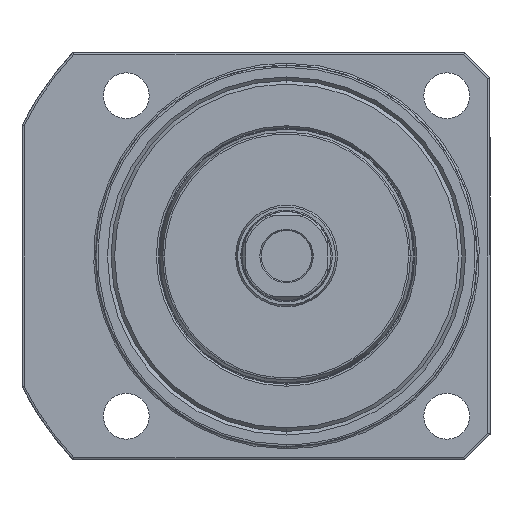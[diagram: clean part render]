
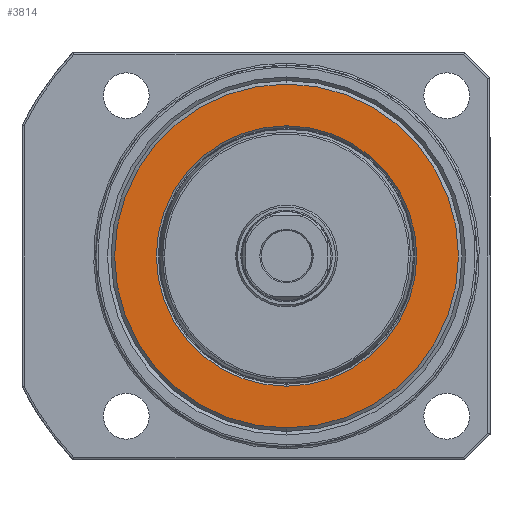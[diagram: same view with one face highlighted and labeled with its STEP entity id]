
A CAD part, front view. The second image highlights one B-rep face of the part: STEP entity #3814.
In plain terms, the highlighted face is planar.
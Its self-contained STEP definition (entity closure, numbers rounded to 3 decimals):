
#295 = VERTEX_POINT ( 'NONE', #2220 ) ;
#298 = VERTEX_POINT ( 'NONE', #2217 ) ;
#346 = VERTEX_POINT ( 'NONE', #2229 ) ;
#347 = VERTEX_POINT ( 'NONE', #2228 ) ;
#579 = EDGE_LOOP ( 'NONE', ( #1090, #1091 ) ) ;
#639 = EDGE_LOOP ( 'NONE', ( #1088, #1089 ) ) ;
#1088 = ORIENTED_EDGE ( 'NONE', *, *, #4078, .F. ) ;
#1089 = ORIENTED_EDGE ( 'NONE', *, *, #4048, .F. ) ;
#1090 = ORIENTED_EDGE ( 'NONE', *, *, #3936, .T. ) ;
#1091 = ORIENTED_EDGE ( 'NONE', *, *, #4043, .T. ) ;
#2217 = CARTESIAN_POINT ( 'NONE',  ( 71., 0., -33.8 ) ) ;
#2220 = CARTESIAN_POINT ( 'NONE',  ( 71., 0., 33.8 ) ) ;
#2228 = CARTESIAN_POINT ( 'NONE',  ( 71., 0., 25.6 ) ) ;
#2229 = CARTESIAN_POINT ( 'NONE',  ( 71., 0., -25.6 ) ) ;
#3041 = DIRECTION ( 'NONE',  ( 0., 0., 1. ) ) ;
#3042 = DIRECTION ( 'NONE',  ( -1., 0., 0. ) ) ;
#3044 = CARTESIAN_POINT ( 'NONE',  ( 71., 0., 0. ) ) ;
#3468 = DIRECTION ( 'NONE',  ( 0., 0., 1. ) ) ;
#3469 = DIRECTION ( 'NONE',  ( -1., 0., 0. ) ) ;
#3470 = CARTESIAN_POINT ( 'NONE',  ( 71., 0., 0. ) ) ;
#3493 = DIRECTION ( 'NONE',  ( 0., 0., -1. ) ) ;
#3494 = DIRECTION ( 'NONE',  ( -1., 0., 0. ) ) ;
#3495 = CARTESIAN_POINT ( 'NONE',  ( 71., 0., 0. ) ) ;
#3613 = DIRECTION ( 'NONE',  ( 0., 0., -1. ) ) ;
#3615 = DIRECTION ( 'NONE',  ( -1., 0., 0. ) ) ;
#3616 = CARTESIAN_POINT ( 'NONE',  ( 71., 0., 0. ) ) ;
#3814 = ADVANCED_FACE ( 'NONE', ( #6533, #6530 ), #4602, .T. ) ;
#3936 = EDGE_CURVE ( 'NONE', #346, #347, #6470, .T. ) ;
#4043 = EDGE_CURVE ( 'NONE', #347, #346, #6424, .T. ) ;
#4048 = EDGE_CURVE ( 'NONE', #298, #295, #6422, .T. ) ;
#4078 = EDGE_CURVE ( 'NONE', #295, #298, #6387, .T. ) ;
#4594 = DIRECTION ( 'NONE',  ( 0., 0., -1. ) ) ;
#4595 = DIRECTION ( 'NONE',  ( 1., 0., 0. ) ) ;
#4601 = CARTESIAN_POINT ( 'NONE',  ( 71., 0., 0. ) ) ;
#4602 = PLANE ( 'NONE',  #7186 ) ;
#6387 = CIRCLE ( 'NONE', #7255, 33.8 ) ;
#6422 = CIRCLE ( 'NONE', #7238, 33.8 ) ;
#6424 = CIRCLE ( 'NONE', #7234, 25.6 ) ;
#6470 = CIRCLE ( 'NONE', #7214, 25.6 ) ;
#6530 = FACE_BOUND ( 'NONE', #579, .T. ) ;
#6533 = FACE_OUTER_BOUND ( 'NONE', #639, .T. ) ;
#7186 = AXIS2_PLACEMENT_3D ( 'NONE', #4601, #4595, #4594 ) ;
#7214 = AXIS2_PLACEMENT_3D ( 'NONE', #3616, #3615, #3613 ) ;
#7234 = AXIS2_PLACEMENT_3D ( 'NONE', #3495, #3494, #3493 ) ;
#7238 = AXIS2_PLACEMENT_3D ( 'NONE', #3470, #3469, #3468 ) ;
#7255 = AXIS2_PLACEMENT_3D ( 'NONE', #3044, #3042, #3041 ) ;
